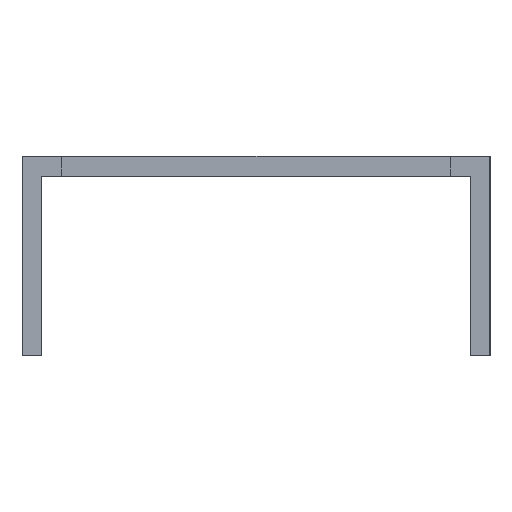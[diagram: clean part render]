
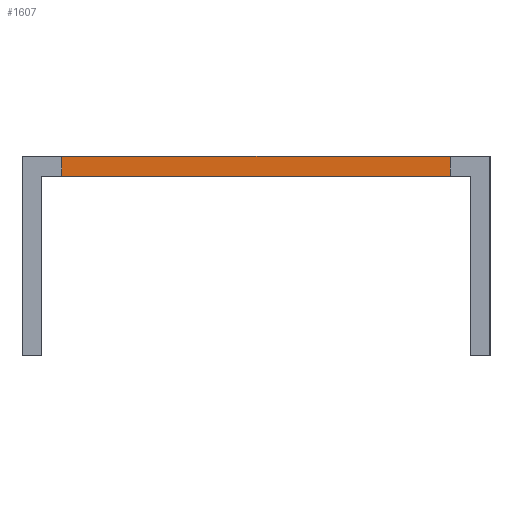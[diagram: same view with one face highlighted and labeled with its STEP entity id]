
A CAD part, left-side view. The second image highlights one B-rep face of the part: STEP entity #1607.
In plain terms, the highlighted planar face has unit normal (-1, 0, 0).
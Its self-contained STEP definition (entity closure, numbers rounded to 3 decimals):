
#989=DIRECTION('',(0.,-1.,0.));
#990=VECTOR('',#989,19.5);
#991=CARTESIAN_POINT('',(-523.5,9.75,-1.));
#992=LINE('',#991,#990);
#1070=DIRECTION('',(0.,-1.,0.));
#1071=VECTOR('',#1070,19.5);
#1072=CARTESIAN_POINT('',(-523.5,9.75,0.));
#1073=LINE('',#1072,#1071);
#1182=DIRECTION('',(0.,0.,-1.));
#1183=VECTOR('',#1182,1.);
#1184=CARTESIAN_POINT('',(-523.5,-9.75,0.));
#1185=LINE('',#1184,#1183);
#1189=DIRECTION('',(0.,0.,-1.));
#1190=VECTOR('',#1189,1.);
#1191=CARTESIAN_POINT('',(-523.5,9.75,0.));
#1192=LINE('',#1191,#1190);
#1263=CARTESIAN_POINT('',(-523.5,9.75,0.));
#1264=CARTESIAN_POINT('',(-523.5,-9.75,0.));
#1265=VERTEX_POINT('',#1263);
#1266=VERTEX_POINT('',#1264);
#1279=CARTESIAN_POINT('',(-523.5,9.75,-1.));
#1280=CARTESIAN_POINT('',(-523.5,-9.75,-1.));
#1281=VERTEX_POINT('',#1279);
#1282=VERTEX_POINT('',#1280);
#1595=CARTESIAN_POINT('',(-523.5,9.75,0.));
#1596=DIRECTION('',(-1.,0.,0.));
#1597=DIRECTION('',(0.,-1.,0.));
#1598=AXIS2_PLACEMENT_3D('',#1595,#1596,#1597);
#1599=PLANE('',#1598);
#1600=ORIENTED_EDGE('',*,*,#1437,.T.);
#1601=ORIENTED_EDGE('',*,*,#1590,.T.);
#1602=ORIENTED_EDGE('',*,*,#1381,.F.);
#1604=ORIENTED_EDGE('',*,*,#1603,.F.);
#1605=EDGE_LOOP('',(#1600,#1601,#1602,#1604));
#1606=FACE_OUTER_BOUND('',#1605,.F.);
#1381=EDGE_CURVE('',#1281,#1282,#992,.T.);
#1437=EDGE_CURVE('',#1265,#1266,#1073,.T.);
#1590=EDGE_CURVE('',#1266,#1282,#1185,.T.);
#1603=EDGE_CURVE('',#1265,#1281,#1192,.T.);
#1607=ADVANCED_FACE('',(#1606),#1599,.T.);
